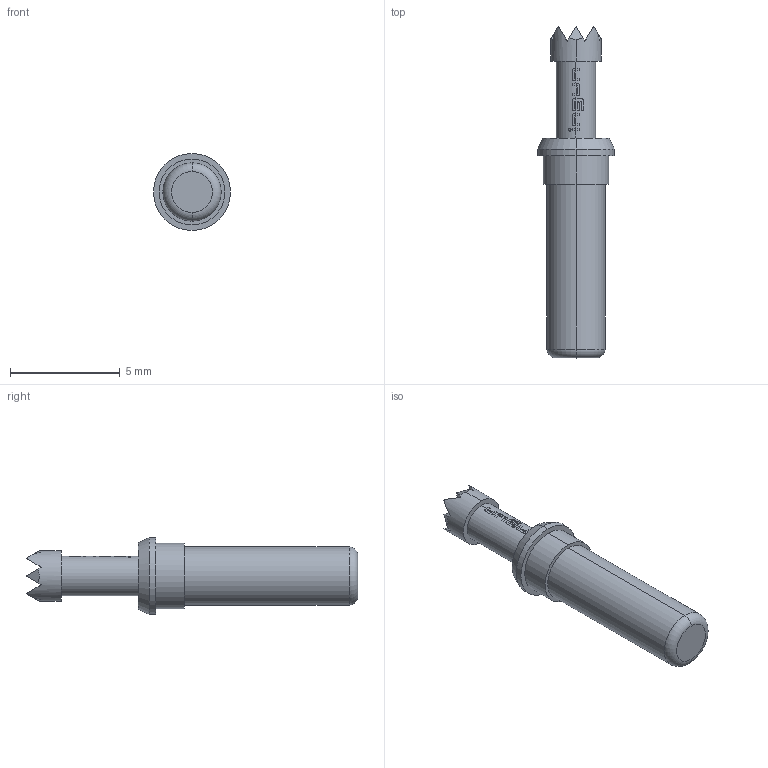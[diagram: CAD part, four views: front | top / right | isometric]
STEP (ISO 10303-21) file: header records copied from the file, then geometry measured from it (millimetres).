
FILE_DESCRIPTION (( 'STEP AP203' ), '1' );
FILE_NAME ('INGUN_GKS-913_306_230_A_xx02_Z.STEP', '2021-09-20T09:01:47', ( 'ochi' ), ( '' ), 'SwSTEP 2.0', 'SolidWorks 2018', '' );
FILE_SCHEMA (( 'CONFIG_CONTROL_DESIGN' ));
Length unit declared in the file: millimetre
Products named in the file (1): INGUN_GKS-913_306_230_A_xx02_Z
Bounding box: 3.5 x 15.1 x 3.5 mm (x, y, z)
Volume: 73.3 mm3; surface area: 137.9 mm2
Topology: 1 solids, 1 shells, 136 faces, 354 edges, 225 vertices
Faces by surface type: plane 66, bspline 37, cylinder 29, torus 2, cone 2
Entity records: 5168 total; most frequent: CARTESIAN_POINT 2394, ORIENTED_EDGE 708, EDGE_CURVE 354, DIRECTION 326, VERTEX_POINT 225, B_SPLINE_CURVE_WITH_KNOTS 222, EDGE_LOOP 141, FACE_OUTER_BOUND 136
